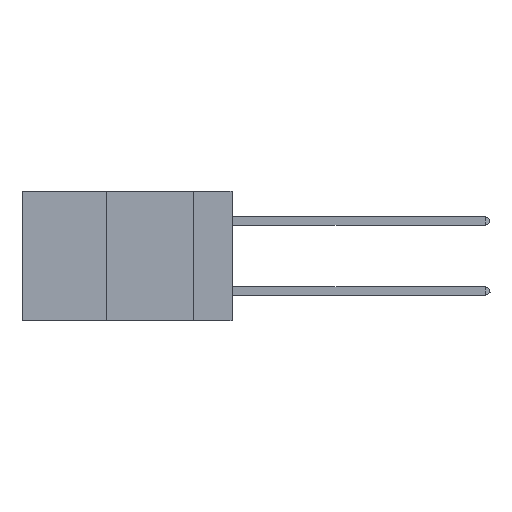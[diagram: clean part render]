
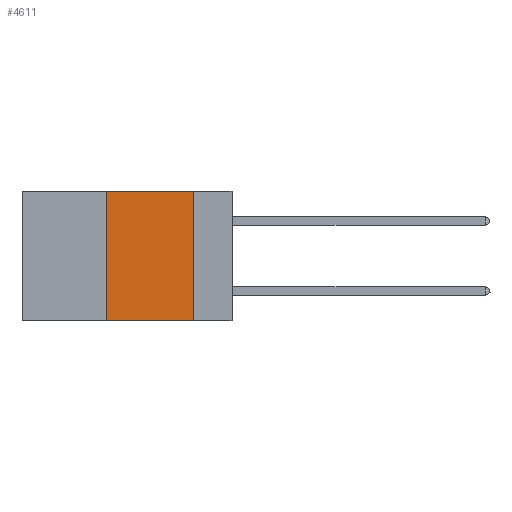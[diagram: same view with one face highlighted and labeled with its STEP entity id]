
A CAD part, left-side view. The second image highlights one B-rep face of the part: STEP entity #4611.
In plain terms, the highlighted planar face has unit normal (-1, 0, 0).
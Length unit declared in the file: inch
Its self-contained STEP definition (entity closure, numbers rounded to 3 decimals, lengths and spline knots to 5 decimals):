
#279 = LINE ( 'NONE', #9571, #2498 ) ;
#368 = LINE ( 'NONE', #8170, #1993 ) ;
#1976 = DIRECTION ( 'NONE',  ( 0., 0., -1. ) ) ;
#1993 = VECTOR ( 'NONE', #10546, 39.37008 ) ;
#2162 = CARTESIAN_POINT ( 'NONE',  ( 0., 0.36, 0. ) ) ;
#2299 = CARTESIAN_POINT ( 'NONE',  ( 0., 0.6, -0.37 ) ) ;
#2498 = VECTOR ( 'NONE', #11082, 39.37008 ) ;
#3366 = CARTESIAN_POINT ( 'NONE',  ( 0., 0.6, 0. ) ) ;
#4123 = LINE ( 'NONE', #2162, #12323 ) ;
#4503 = VERTEX_POINT ( 'NONE', #11388 ) ;
#4611 = ADVANCED_FACE ( 'NONE', ( #10742 ), #9853, .F. ) ;
#5629 = EDGE_LOOP ( 'NONE', ( #12655, #10846, #8407, #7041 ) ) ;
#6414 = EDGE_CURVE ( 'NONE', #12926, #10242, #4123, .T. ) ;
#7041 = ORIENTED_EDGE ( 'NONE', *, *, #11078, .T. ) ;
#7247 = DIRECTION ( 'NONE',  ( 0., -1., 0. ) ) ;
#7577 = CARTESIAN_POINT ( 'NONE',  ( 0., 0.11, -0.37 ) ) ;
#8168 = LINE ( 'NONE', #2299, #13202 ) ;
#8170 = CARTESIAN_POINT ( 'NONE',  ( 0., 0.11, 0. ) ) ;
#8407 = ORIENTED_EDGE ( 'NONE', *, *, #6414, .F. ) ;
#9285 = EDGE_CURVE ( 'NONE', #10242, #4503, #279, .T. ) ;
#9571 = CARTESIAN_POINT ( 'NONE',  ( 0., 0.6, 0. ) ) ;
#9853 = PLANE ( 'NONE',  #15433 ) ;
#10242 = VERTEX_POINT ( 'NONE', #13158 ) ;
#10546 = DIRECTION ( 'NONE',  ( 0., 0., -1. ) ) ;
#10742 = FACE_OUTER_BOUND ( 'NONE', #5629, .T. ) ;
#10846 = ORIENTED_EDGE ( 'NONE', *, *, #9285, .F. ) ;
#11078 = EDGE_CURVE ( 'NONE', #12926, #15854, #8168, .T. ) ;
#11082 = DIRECTION ( 'NONE',  ( 0., -1., 0. ) ) ;
#11085 = DIRECTION ( 'NONE',  ( 0., 0., 1. ) ) ;
#11135 = DIRECTION ( 'NONE',  ( 1., 0., 0. ) ) ;
#11388 = CARTESIAN_POINT ( 'NONE',  ( 0., 0.11, 0. ) ) ;
#11583 = CARTESIAN_POINT ( 'NONE',  ( 0., 0.36, -0.37 ) ) ;
#11943 = EDGE_CURVE ( 'NONE', #4503, #15854, #368, .T. ) ;
#12323 = VECTOR ( 'NONE', #11085, 39.37008 ) ;
#12655 = ORIENTED_EDGE ( 'NONE', *, *, #11943, .F. ) ;
#12926 = VERTEX_POINT ( 'NONE', #11583 ) ;
#13158 = CARTESIAN_POINT ( 'NONE',  ( 0., 0.36, 0. ) ) ;
#13202 = VECTOR ( 'NONE', #7247, 39.37008 ) ;
#15433 = AXIS2_PLACEMENT_3D ( 'NONE', #3366, #11135, #1976 ) ;
#15854 = VERTEX_POINT ( 'NONE', #7577 ) ;
